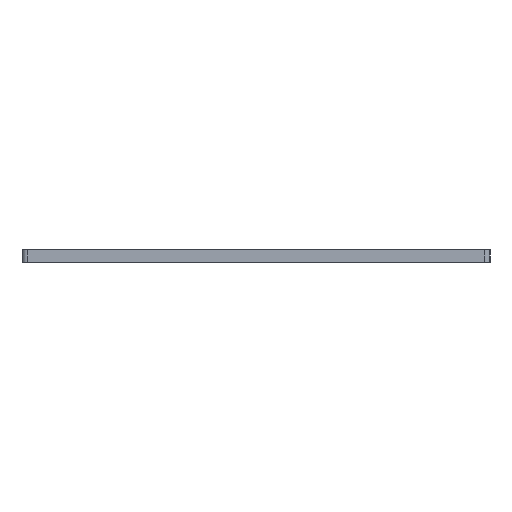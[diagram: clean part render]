
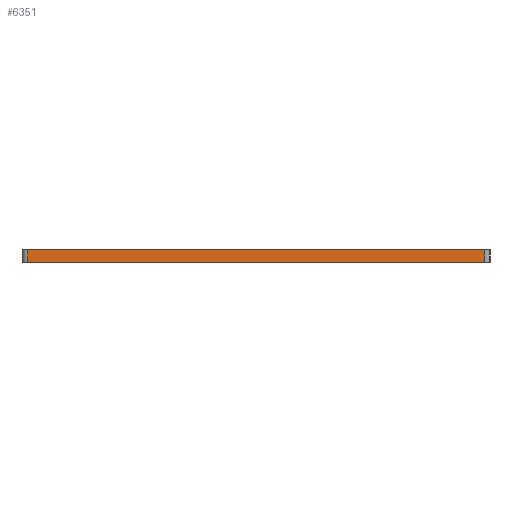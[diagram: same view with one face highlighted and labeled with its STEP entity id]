
A CAD part, left-side view. The second image highlights one B-rep face of the part: STEP entity #6351.
In plain terms, the highlighted planar face has unit normal (-1, 0, 0).
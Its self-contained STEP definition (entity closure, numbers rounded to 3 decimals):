
#2427=CARTESIAN_POINT('',(0.,-113.05,11.));
#2428=VERTEX_POINT('',#2427);
#2429=CARTESIAN_POINT('',(0.,-1.25,11.));
#2430=VERTEX_POINT('',#2429);
#2431=CARTESIAN_POINT('',(0.,-113.05,11.));
#2432=DIRECTION('',(0.,1.,0.));
#2433=VECTOR('',#2432,111.8);
#2434=LINE('',#2431,#2433);
#2435=EDGE_CURVE('',#2428,#2430,#2434,.T.);
#6321=CARTESIAN_POINT('',(0.,-57.15,14.));
#6322=DIRECTION('',(-1.,0.,0.));
#6323=DIRECTION('',(0.,0.,1.));
#6324=AXIS2_PLACEMENT_3D('',#6321,#6322,#6323);
#6325=PLANE('',#6324);
#6326=CARTESIAN_POINT('',(0.,-113.05,14.));
#6327=VERTEX_POINT('',#6326);
#6328=CARTESIAN_POINT('',(0.,-1.25,14.));
#6329=VERTEX_POINT('',#6328);
#6330=CARTESIAN_POINT('',(0.,-113.05,14.));
#6331=DIRECTION('',(0.,1.,0.));
#6332=VECTOR('',#6331,111.8);
#6333=LINE('',#6330,#6332);
#6334=EDGE_CURVE('',#6327,#6329,#6333,.T.);
#6335=ORIENTED_EDGE('',*,*,#6334,.T.);
#6336=CARTESIAN_POINT('',(0.,-1.25,14.));
#6337=DIRECTION('',(0.,0.,-1.));
#6338=VECTOR('',#6337,3.);
#6339=LINE('',#6336,#6338);
#6340=EDGE_CURVE('',#6329,#2430,#6339,.T.);
#6341=ORIENTED_EDGE('',*,*,#6340,.T.);
#6342=ORIENTED_EDGE('',*,*,#2435,.F.);
#6343=CARTESIAN_POINT('',(0.,-113.05,11.));
#6344=DIRECTION('',(-0.,-0.,1.));
#6345=VECTOR('',#6344,3.);
#6346=LINE('',#6343,#6345);
#6347=EDGE_CURVE('',#2428,#6327,#6346,.T.);
#6348=ORIENTED_EDGE('',*,*,#6347,.T.);
#6349=EDGE_LOOP('',(#6335,#6341,#6342,#6348));
#6350=FACE_BOUND('',#6349,.T.);
#6351=ADVANCED_FACE('',(#6350),#6325,.T.);
